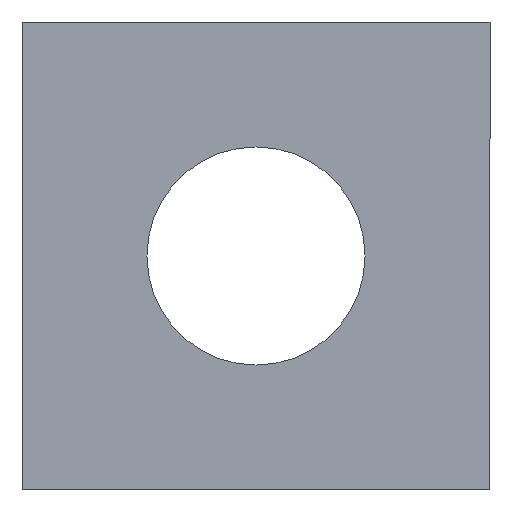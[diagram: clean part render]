
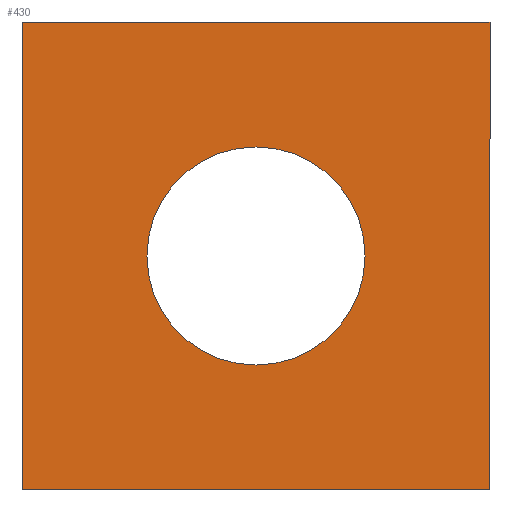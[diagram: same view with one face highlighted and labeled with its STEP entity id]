
A CAD part, front view. The second image highlights one B-rep face of the part: STEP entity #430.
In plain terms, the highlighted planar face has unit normal (0, -1, 0).
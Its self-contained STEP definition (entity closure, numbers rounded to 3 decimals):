
#8 = DIRECTION ( 'NONE',  ( 0., 0., 1. ) ) ;
#24 = VERTEX_POINT ( 'NONE', #417 ) ;
#33 = VERTEX_POINT ( 'NONE', #422 ) ;
#39 = VECTOR ( 'NONE', #224, 1000. ) ;
#40 = FACE_OUTER_BOUND ( 'NONE', #171, .T. ) ;
#48 = DIRECTION ( 'NONE',  ( 0., 1., 0. ) ) ;
#71 = FACE_BOUND ( 'NONE', #366, .T. ) ;
#78 = VECTOR ( 'NONE', #332, 1000. ) ;
#103 = DIRECTION ( 'NONE',  ( 1., 0., 0. ) ) ;
#108 = LINE ( 'NONE', #275, #39 ) ;
#110 = PLANE ( 'NONE',  #340 ) ;
#117 = CARTESIAN_POINT ( 'NONE',  ( 0., 0., 0. ) ) ;
#121 = DIRECTION ( 'NONE',  ( 0., 0., 1. ) ) ;
#130 = VERTEX_POINT ( 'NONE', #439 ) ;
#131 = AXIS2_PLACEMENT_3D ( 'NONE', #412, #268, #8 ) ;
#142 = LINE ( 'NONE', #364, #302 ) ;
#148 = CIRCLE ( 'NONE', #131, 2.33 ) ;
#149 = EDGE_CURVE ( 'NONE', #431, #24, #142, .T. ) ;
#171 = EDGE_LOOP ( 'NONE', ( #193, #316, #322, #465 ) ) ;
#181 = EDGE_CURVE ( 'NONE', #24, #470, #327, .T. ) ;
#193 = ORIENTED_EDGE ( 'NONE', *, *, #233, .F. ) ;
#197 = EDGE_CURVE ( 'NONE', #470, #33, #469, .T. ) ;
#222 = VECTOR ( 'NONE', #387, 1000. ) ;
#224 = DIRECTION ( 'NONE',  ( 0., 0., 1. ) ) ;
#227 = DIRECTION ( 'NONE',  ( 0., 1., 0. ) ) ;
#233 = EDGE_CURVE ( 'NONE', #33, #431, #108, .T. ) ;
#235 = CARTESIAN_POINT ( 'NONE',  ( 10., 0., 0. ) ) ;
#257 = CARTESIAN_POINT ( 'NONE',  ( 0., 0., 0. ) ) ;
#260 = DIRECTION ( 'NONE',  ( 0., 0., 1. ) ) ;
#267 = CARTESIAN_POINT ( 'NONE',  ( 0., 0., 10. ) ) ;
#268 = DIRECTION ( 'NONE',  ( 0., 1., 0. ) ) ;
#269 = VERTEX_POINT ( 'NONE', #441 ) ;
#272 = EDGE_CURVE ( 'NONE', #269, #130, #480, .T. ) ;
#275 = CARTESIAN_POINT ( 'NONE',  ( 0., 0., 0. ) ) ;
#302 = VECTOR ( 'NONE', #103, 1000. ) ;
#303 = ORIENTED_EDGE ( 'NONE', *, *, #313, .T. ) ;
#313 = EDGE_CURVE ( 'NONE', #130, #269, #148, .T. ) ;
#316 = ORIENTED_EDGE ( 'NONE', *, *, #197, .F. ) ;
#322 = ORIENTED_EDGE ( 'NONE', *, *, #181, .F. ) ;
#327 = LINE ( 'NONE', #367, #78 ) ;
#332 = DIRECTION ( 'NONE',  ( 0., 0., -1. ) ) ;
#340 = AXIS2_PLACEMENT_3D ( 'NONE', #117, #48, #121 ) ;
#348 = AXIS2_PLACEMENT_3D ( 'NONE', #445, #227, #260 ) ;
#364 = CARTESIAN_POINT ( 'NONE',  ( 0., 0., 10. ) ) ;
#366 = EDGE_LOOP ( 'NONE', ( #303, #460 ) ) ;
#367 = CARTESIAN_POINT ( 'NONE',  ( 10., 0., 0. ) ) ;
#387 = DIRECTION ( 'NONE',  ( -1., 0., 0. ) ) ;
#412 = CARTESIAN_POINT ( 'NONE',  ( 5., 0., 5. ) ) ;
#417 = CARTESIAN_POINT ( 'NONE',  ( 10., 0., 10. ) ) ;
#422 = CARTESIAN_POINT ( 'NONE',  ( 0., 0., 0. ) ) ;
#430 = ADVANCED_FACE ( 'NONE', ( #71, #40 ), #110, .F. ) ;
#431 = VERTEX_POINT ( 'NONE', #267 ) ;
#439 = CARTESIAN_POINT ( 'NONE',  ( 5., 0., 7.33 ) ) ;
#441 = CARTESIAN_POINT ( 'NONE',  ( 5., 0., 2.67 ) ) ;
#445 = CARTESIAN_POINT ( 'NONE',  ( 5., 0., 5. ) ) ;
#460 = ORIENTED_EDGE ( 'NONE', *, *, #272, .T. ) ;
#465 = ORIENTED_EDGE ( 'NONE', *, *, #149, .F. ) ;
#469 = LINE ( 'NONE', #257, #222 ) ;
#470 = VERTEX_POINT ( 'NONE', #235 ) ;
#480 = CIRCLE ( 'NONE', #348, 2.33 ) ;
